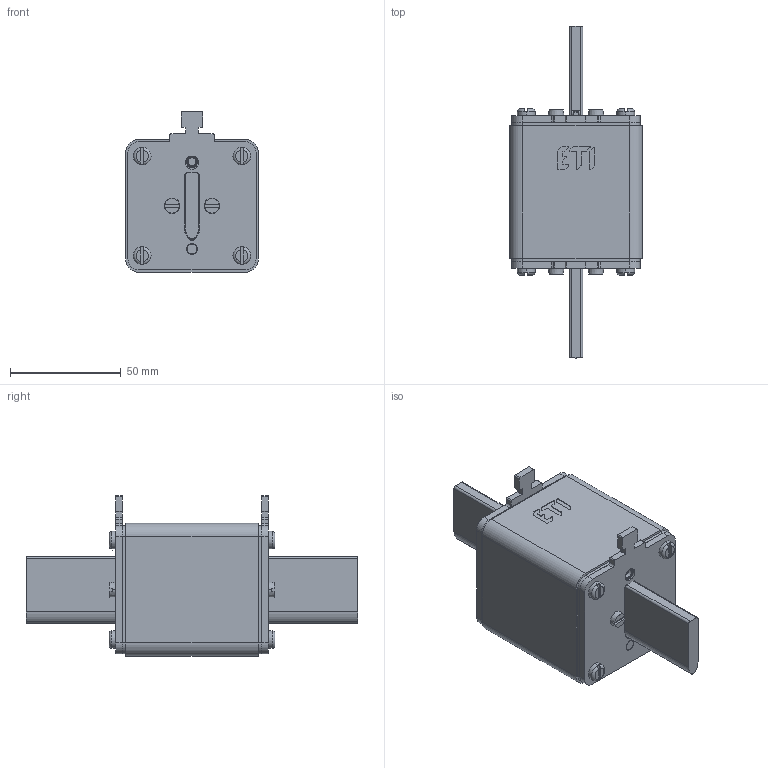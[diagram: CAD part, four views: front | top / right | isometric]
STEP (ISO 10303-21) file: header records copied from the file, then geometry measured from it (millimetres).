
FILE_DESCRIPTION((''),'2;1');
FILE_NAME('004724230_ASM','2021-12-15T',('said.beganovic'),('Audax d.o.o.'),'CREO PARAMETRIC BY PTC INC, 2017020','CREO PARAMETRIC BY PTC INC, 2017020','');
FILE_SCHEMA(('AUTOMOTIVE_DESIGN { 1 0 10303 214 1 1 1 1 }'));
Length unit declared in the file: millimetre
Products named in the file (12): 0000031923_1; 0000030743_1; 0000051214_1; 0000017639_AF1_1; 0000017520_AF0_1; 0000018143_ASM_1_ASM; 0000011586_AF2_1; 0000011580_1; 0000011599_1; 0000015360_1; 0000037876_1; 004724230_ASM
Assembly tree (26 placements, depth 3):
  004724230_ASM
    0000031923_1
    0000030743_1  x2
    0000051214_1  x2
    0000018143_ASM_1_ASM  x2
      0000017639_AF1_1
      0000017520_AF0_1
    0000011586_AF2_1
    0000011580_1
    0000011599_1  x3
    0000015360_1  x8
    0000037876_1  x4
Bounding box: 60 x 150 x 72.5 mm (x, y, z)
Volume: 267344.8 mm3; surface area: 68011.3 mm2
Topology: 26 solids, 42 shells, 750 faces, 1848 edges, 1176 vertices
Faces by surface type: cylinder 311, plane 292, cone 72, torus 72, bspline 3
Entity records: 18298 total; most frequent: CARTESIAN_POINT 2561, DIRECTION 2158, ORIENTED_EDGE 1848, EDGE_CURVE 946, AXIS2_PLACEMENT_3D 833, PRESENTATION_STYLE_ASSIGNMENT 743, STYLED_ITEM 692, VERTEX_POINT 614
